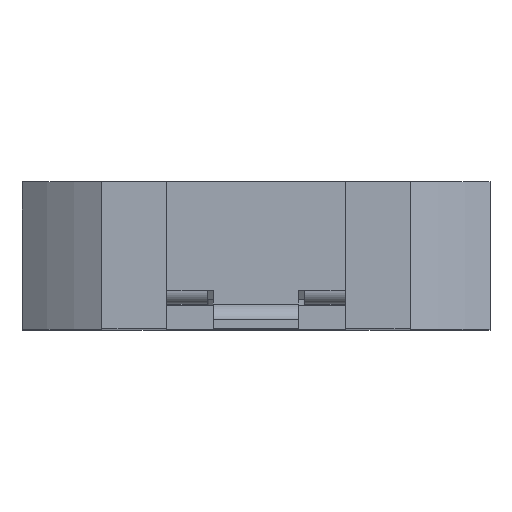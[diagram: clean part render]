
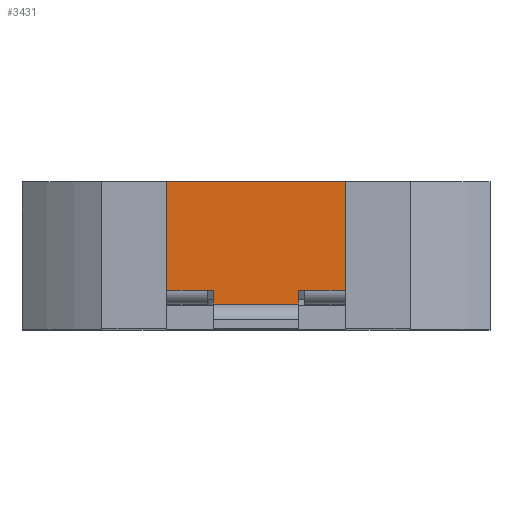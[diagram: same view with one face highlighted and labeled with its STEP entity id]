
A CAD part, top view. The second image highlights one B-rep face of the part: STEP entity #3431.
In plain terms, the highlighted planar face has unit normal (0, 0, 1).
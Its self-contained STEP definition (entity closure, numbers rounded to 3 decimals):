
#80 = EDGE_CURVE ( 'NONE', #1483, #4996, #1648, .T. ) ;
#146 = LINE ( 'NONE', #4250, #2912 ) ;
#227 = VECTOR ( 'NONE', #4120, 1000. ) ;
#233 = CARTESIAN_POINT ( 'NONE',  ( 1.375, -3.942, 10.467 ) ) ;
#277 = DIRECTION ( 'NONE',  ( 0., 1., 0. ) ) ;
#291 = ORIENTED_EDGE ( 'NONE', *, *, #80, .F. ) ;
#295 = EDGE_CURVE ( 'NONE', #4996, #5777, #5407, .T. ) ;
#338 = DIRECTION ( 'NONE',  ( 1., 0., 0. ) ) ;
#345 = DIRECTION ( 'NONE',  ( 1., 0., 0. ) ) ;
#350 = EDGE_CURVE ( 'NONE', #1483, #3445, #3215, .T. ) ;
#357 = CARTESIAN_POINT ( 'NONE',  ( 2.9, -4., 10.467 ) ) ;
#364 = VERTEX_POINT ( 'NONE', #2294 ) ;
#454 = LINE ( 'NONE', #5739, #5253 ) ;
#459 = LINE ( 'NONE', #3515, #5103 ) ;
#460 = ORIENTED_EDGE ( 'NONE', *, *, #5385, .F. ) ;
#494 = ORIENTED_EDGE ( 'NONE', *, *, #4929, .F. ) ;
#573 = EDGE_LOOP ( 'NONE', ( #5302, #3326, #5047, #768, #4587, #494, #2952, #726, #291, #2671, #615, #460, #2879, #5087, #4636, #4209 ) ) ;
#615 = ORIENTED_EDGE ( 'NONE', *, *, #2240, .T. ) ;
#677 = DIRECTION ( 'NONE',  ( 0., -1., 0. ) ) ;
#726 = ORIENTED_EDGE ( 'NONE', *, *, #295, .F. ) ;
#768 = ORIENTED_EDGE ( 'NONE', *, *, #2707, .F. ) ;
#808 = VERTEX_POINT ( 'NONE', #1120 ) ;
#841 = LINE ( 'NONE', #5437, #227 ) ;
#886 = EDGE_CURVE ( 'NONE', #3173, #966, #459, .T. ) ;
#936 = LINE ( 'NONE', #5327, #4263 ) ;
#966 = VERTEX_POINT ( 'NONE', #2559 ) ;
#1069 = VERTEX_POINT ( 'NONE', #357 ) ;
#1120 = CARTESIAN_POINT ( 'NONE',  ( -2.9, -3.5, 10.467 ) ) ;
#1178 = CARTESIAN_POINT ( 'NONE',  ( 1.375, -3.942, 10.467 ) ) ;
#1221 = CARTESIAN_POINT ( 'NONE',  ( 1.575, -3.5, 10.467 ) ) ;
#1264 = LINE ( 'NONE', #2369, #2896 ) ;
#1327 = EDGE_CURVE ( 'NONE', #3902, #5777, #2211, .T. ) ;
#1416 = DIRECTION ( 'NONE',  ( 1., 0., 0. ) ) ;
#1483 = VERTEX_POINT ( 'NONE', #5860 ) ;
#1507 = LINE ( 'NONE', #4893, #2557 ) ;
#1542 = DIRECTION ( 'NONE',  ( -1., 0., 0. ) ) ;
#1544 = CARTESIAN_POINT ( 'NONE',  ( 3.25, -4., 10.467 ) ) ;
#1551 = EDGE_CURVE ( 'NONE', #2683, #3928, #841, .T. ) ;
#1639 = VECTOR ( 'NONE', #3341, 1000. ) ;
#1648 = LINE ( 'NONE', #5482, #3900 ) ;
#1740 = CARTESIAN_POINT ( 'NONE',  ( 2.875, -3.5, 10.467 ) ) ;
#1753 = DIRECTION ( 'NONE',  ( 0., 1., 0. ) ) ;
#1910 = VECTOR ( 'NONE', #5221, 1000. ) ;
#1935 = DIRECTION ( 'NONE',  ( -1., 0., 0. ) ) ;
#2127 = VERTEX_POINT ( 'NONE', #5670 ) ;
#2200 = DIRECTION ( 'NONE',  ( 0., 1., 0. ) ) ;
#2211 = LINE ( 'NONE', #3903, #5388 ) ;
#2240 = EDGE_CURVE ( 'NONE', #3445, #4224, #454, .T. ) ;
#2294 = CARTESIAN_POINT ( 'NONE',  ( -3.25, 0., 10.467 ) ) ;
#2369 = CARTESIAN_POINT ( 'NONE',  ( 1.375, 0., 10.467 ) ) ;
#2396 = FACE_OUTER_BOUND ( 'NONE', #573, .T. ) ;
#2447 = CARTESIAN_POINT ( 'NONE',  ( 3.25, 0., 10.467 ) ) ;
#2511 = VERTEX_POINT ( 'NONE', #4988 ) ;
#2557 = VECTOR ( 'NONE', #1753, 1000. ) ;
#2559 = CARTESIAN_POINT ( 'NONE',  ( -2.9, -4., 10.467 ) ) ;
#2671 = ORIENTED_EDGE ( 'NONE', *, *, #350, .T. ) ;
#2683 = VERTEX_POINT ( 'NONE', #1544 ) ;
#2707 = EDGE_CURVE ( 'NONE', #5346, #808, #4169, .T. ) ;
#2741 = VECTOR ( 'NONE', #277, 1000. ) ;
#2795 = EDGE_CURVE ( 'NONE', #2127, #5346, #5812, .T. ) ;
#2812 = CARTESIAN_POINT ( 'NONE',  ( -3.25, -4., 10.467 ) ) ;
#2821 = CARTESIAN_POINT ( 'NONE',  ( 1.375, -3.5, 10.467 ) ) ;
#2840 = LINE ( 'NONE', #3164, #1639 ) ;
#2879 = ORIENTED_EDGE ( 'NONE', *, *, #5194, .F. ) ;
#2896 = VECTOR ( 'NONE', #3223, 1000. ) ;
#2912 = VECTOR ( 'NONE', #1542, 1000. ) ;
#2930 = VECTOR ( 'NONE', #4753, 1000. ) ;
#2952 = ORIENTED_EDGE ( 'NONE', *, *, #1327, .T. ) ;
#2955 = CARTESIAN_POINT ( 'NONE',  ( -2.9, 0., 10.467 ) ) ;
#3012 = CARTESIAN_POINT ( 'NONE',  ( 1.375, 0., 10.467 ) ) ;
#3156 = EDGE_CURVE ( 'NONE', #3928, #364, #1264, .T. ) ;
#3164 = CARTESIAN_POINT ( 'NONE',  ( 1.375, -3.5, 10.467 ) ) ;
#3173 = VERTEX_POINT ( 'NONE', #2812 ) ;
#3215 = LINE ( 'NONE', #5454, #5834 ) ;
#3223 = DIRECTION ( 'NONE',  ( -1., 0., 0. ) ) ;
#3315 = LINE ( 'NONE', #4077, #4231 ) ;
#3326 = ORIENTED_EDGE ( 'NONE', *, *, #886, .T. ) ;
#3341 = DIRECTION ( 'NONE',  ( -1., 0., 0. ) ) ;
#3402 = VECTOR ( 'NONE', #1935, 1000. ) ;
#3431 = ADVANCED_FACE ( 'NONE', ( #2396 ), #5720, .F. ) ;
#3437 = EDGE_CURVE ( 'NONE', #966, #808, #5446, .T. ) ;
#3439 = DIRECTION ( 'NONE',  ( 0., -1., 0. ) ) ;
#3445 = VERTEX_POINT ( 'NONE', #1221 ) ;
#3515 = CARTESIAN_POINT ( 'NONE',  ( 1.375, -4., 10.467 ) ) ;
#3766 = AXIS2_PLACEMENT_3D ( 'NONE', #3012, #3930, #3852 ) ;
#3811 = CARTESIAN_POINT ( 'NONE',  ( -1.375, -3.5, 10.467 ) ) ;
#3852 = DIRECTION ( 'NONE',  ( 0., 1., 0. ) ) ;
#3900 = VECTOR ( 'NONE', #677, 1000. ) ;
#3902 = VERTEX_POINT ( 'NONE', #3811 ) ;
#3903 = CARTESIAN_POINT ( 'NONE',  ( -1.375, 0., 10.467 ) ) ;
#3928 = VERTEX_POINT ( 'NONE', #2447 ) ;
#3930 = DIRECTION ( 'NONE',  ( 0., 0., -1. ) ) ;
#4068 = CARTESIAN_POINT ( 'NONE',  ( -1.375, -3.942, 10.467 ) ) ;
#4077 = CARTESIAN_POINT ( 'NONE',  ( 1.375, -4., 10.467 ) ) ;
#4120 = DIRECTION ( 'NONE',  ( 0., 1., 0. ) ) ;
#4169 = LINE ( 'NONE', #2821, #3402 ) ;
#4209 = ORIENTED_EDGE ( 'NONE', *, *, #3156, .T. ) ;
#4224 = VERTEX_POINT ( 'NONE', #1740 ) ;
#4231 = VECTOR ( 'NONE', #4543, 1000. ) ;
#4250 = CARTESIAN_POINT ( 'NONE',  ( 1.375, -3.5, 10.467 ) ) ;
#4263 = VECTOR ( 'NONE', #2200, 1000. ) ;
#4329 = CARTESIAN_POINT ( 'NONE',  ( 1.375, -3.5, 10.467 ) ) ;
#4351 = EDGE_CURVE ( 'NONE', #1069, #2683, #3315, .T. ) ;
#4543 = DIRECTION ( 'NONE',  ( 1., 0., 0. ) ) ;
#4587 = ORIENTED_EDGE ( 'NONE', *, *, #2795, .F. ) ;
#4636 = ORIENTED_EDGE ( 'NONE', *, *, #1551, .T. ) ;
#4753 = DIRECTION ( 'NONE',  ( -1., 0., 0. ) ) ;
#4893 = CARTESIAN_POINT ( 'NONE',  ( 2.9, 0., 10.467 ) ) ;
#4929 = EDGE_CURVE ( 'NONE', #3902, #2127, #146, .T. ) ;
#4988 = CARTESIAN_POINT ( 'NONE',  ( 2.9, -3.5, 10.467 ) ) ;
#4996 = VERTEX_POINT ( 'NONE', #233 ) ;
#5004 = CARTESIAN_POINT ( 'NONE',  ( -2.875, -3.5, 10.467 ) ) ;
#5047 = ORIENTED_EDGE ( 'NONE', *, *, #3437, .T. ) ;
#5087 = ORIENTED_EDGE ( 'NONE', *, *, #4351, .T. ) ;
#5103 = VECTOR ( 'NONE', #345, 1000. ) ;
#5194 = EDGE_CURVE ( 'NONE', #1069, #2511, #1507, .T. ) ;
#5221 = DIRECTION ( 'NONE',  ( -1., 0., 0. ) ) ;
#5232 = EDGE_CURVE ( 'NONE', #3173, #364, #936, .T. ) ;
#5253 = VECTOR ( 'NONE', #338, 1000. ) ;
#5302 = ORIENTED_EDGE ( 'NONE', *, *, #5232, .F. ) ;
#5327 = CARTESIAN_POINT ( 'NONE',  ( -3.25, 0., 10.467 ) ) ;
#5346 = VERTEX_POINT ( 'NONE', #5004 ) ;
#5385 = EDGE_CURVE ( 'NONE', #2511, #4224, #2840, .T. ) ;
#5388 = VECTOR ( 'NONE', #3439, 1000. ) ;
#5407 = LINE ( 'NONE', #1178, #2930 ) ;
#5437 = CARTESIAN_POINT ( 'NONE',  ( 3.25, 0., 10.467 ) ) ;
#5446 = LINE ( 'NONE', #2955, #2741 ) ;
#5454 = CARTESIAN_POINT ( 'NONE',  ( 1.375, -3.5, 10.467 ) ) ;
#5482 = CARTESIAN_POINT ( 'NONE',  ( 1.375, 0., 10.467 ) ) ;
#5670 = CARTESIAN_POINT ( 'NONE',  ( -1.575, -3.5, 10.467 ) ) ;
#5720 = PLANE ( 'NONE',  #3766 ) ;
#5739 = CARTESIAN_POINT ( 'NONE',  ( 1.375, -3.5, 10.467 ) ) ;
#5777 = VERTEX_POINT ( 'NONE', #4068 ) ;
#5812 = LINE ( 'NONE', #4329, #1910 ) ;
#5834 = VECTOR ( 'NONE', #1416, 1000. ) ;
#5860 = CARTESIAN_POINT ( 'NONE',  ( 1.375, -3.5, 10.467 ) ) ;
